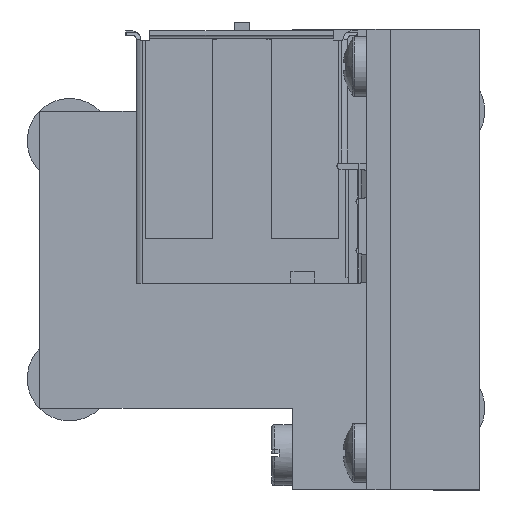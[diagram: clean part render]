
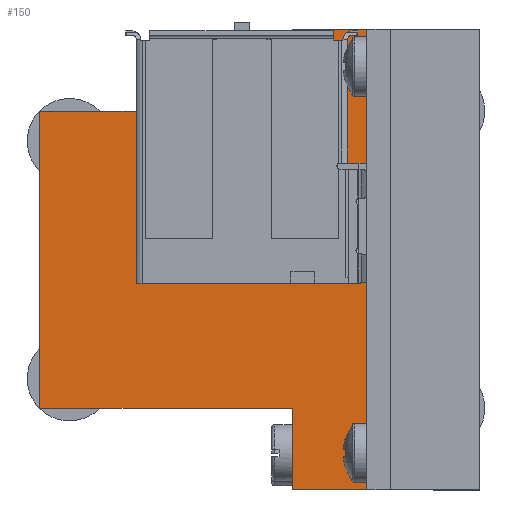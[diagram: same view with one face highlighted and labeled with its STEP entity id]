
A CAD part, left-side view. The second image highlights one B-rep face of the part: STEP entity #150.
In plain terms, the highlighted planar face has unit normal (-1, 0, 0).
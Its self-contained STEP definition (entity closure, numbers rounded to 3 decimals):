
#150 = ADVANCED_FACE ( 'NONE', ( #20253 ), #5048, .F. ) ;
#859 = DIRECTION ( 'NONE',  ( 1., 0., 0. ) ) ;
#1252 = EDGE_CURVE ( 'NONE', #23130, #1847, #14442, .T. ) ;
#1519 = CARTESIAN_POINT ( 'NONE',  ( -12., 6., 15.5 ) ) ;
#1847 = VERTEX_POINT ( 'NONE', #2801 ) ;
#2483 = VERTEX_POINT ( 'NONE', #11933 ) ;
#2561 = VERTEX_POINT ( 'NONE', #15725 ) ;
#2581 = CARTESIAN_POINT ( 'NONE',  ( -12., 11., 15.5 ) ) ;
#2801 = CARTESIAN_POINT ( 'NONE',  ( -12., -11., 10. ) ) ;
#2819 = VERTEX_POINT ( 'NONE', #5758 ) ;
#3436 = VECTOR ( 'NONE', #9110, 1000. ) ;
#3579 = CARTESIAN_POINT ( 'NONE',  ( -12., 11., 15.5 ) ) ;
#4213 = LINE ( 'NONE', #3579, #22853 ) ;
#5048 = PLANE ( 'NONE',  #6929 ) ;
#5284 = ORIENTED_EDGE ( 'NONE', *, *, #15599, .F. ) ;
#5285 = CARTESIAN_POINT ( 'NONE',  ( -12., 11., -15.5 ) ) ;
#5679 = LINE ( 'NONE', #6821, #10473 ) ;
#5758 = CARTESIAN_POINT ( 'NONE',  ( -12., -11., -10. ) ) ;
#6345 = EDGE_CURVE ( 'NONE', #2819, #1847, #12008, .T. ) ;
#6821 = CARTESIAN_POINT ( 'NONE',  ( -12., 6., -15.5 ) ) ;
#6929 = AXIS2_PLACEMENT_3D ( 'NONE', #2581, #859, #18987 ) ;
#8485 = EDGE_CURVE ( 'NONE', #16004, #2483, #4213, .T. ) ;
#8505 = LINE ( 'NONE', #18871, #9349 ) ;
#8531 = VECTOR ( 'NONE', #10397, 1000. ) ;
#8614 = LINE ( 'NONE', #5285, #8908 ) ;
#8821 = LINE ( 'NONE', #15769, #8531 ) ;
#8908 = VECTOR ( 'NONE', #16352, 1000. ) ;
#9083 = CARTESIAN_POINT ( 'NONE',  ( -12., -11., 15.5 ) ) ;
#9100 = EDGE_CURVE ( 'NONE', #21826, #23130, #8821, .T. ) ;
#9110 = DIRECTION ( 'NONE',  ( 0., -1., 0. ) ) ;
#9185 = EDGE_LOOP ( 'NONE', ( #10781, #18575, #10113, #9994, #19421, #13451, #5284, #20546 ) ) ;
#9349 = VECTOR ( 'NONE', #17109, 1000. ) ;
#9521 = EDGE_CURVE ( 'NONE', #22327, #2819, #8505, .T. ) ;
#9994 = ORIENTED_EDGE ( 'NONE', *, *, #15936, .F. ) ;
#10113 = ORIENTED_EDGE ( 'NONE', *, *, #9100, .F. ) ;
#10397 = DIRECTION ( 'NONE',  ( 0., 0., -1. ) ) ;
#10473 = VECTOR ( 'NONE', #19511, 1000. ) ;
#10781 = ORIENTED_EDGE ( 'NONE', *, *, #6345, .T. ) ;
#10846 = CARTESIAN_POINT ( 'NONE',  ( -12., 6., 10. ) ) ;
#11442 = EDGE_CURVE ( 'NONE', #16004, #2561, #8614, .T. ) ;
#11933 = CARTESIAN_POINT ( 'NONE',  ( -12., 11., 15.5 ) ) ;
#12008 = LINE ( 'NONE', #9083, #19702 ) ;
#12982 = LINE ( 'NONE', #15463, #20656 ) ;
#13333 = CARTESIAN_POINT ( 'NONE',  ( -12., 6., 10. ) ) ;
#13451 = ORIENTED_EDGE ( 'NONE', *, *, #11442, .T. ) ;
#14442 = LINE ( 'NONE', #10846, #3436 ) ;
#14673 = DIRECTION ( 'NONE',  ( 0., 0., 1. ) ) ;
#15463 = CARTESIAN_POINT ( 'NONE',  ( -12., 11., 15.5 ) ) ;
#15599 = EDGE_CURVE ( 'NONE', #22327, #2561, #5679, .T. ) ;
#15725 = CARTESIAN_POINT ( 'NONE',  ( -12., 6., -15.5 ) ) ;
#15769 = CARTESIAN_POINT ( 'NONE',  ( -12., 6., 15.5 ) ) ;
#15936 = EDGE_CURVE ( 'NONE', #2483, #21826, #12982, .T. ) ;
#16004 = VERTEX_POINT ( 'NONE', #23270 ) ;
#16352 = DIRECTION ( 'NONE',  ( 0., -1., 0. ) ) ;
#17109 = DIRECTION ( 'NONE',  ( 0., -1., 0. ) ) ;
#17460 = DIRECTION ( 'NONE',  ( 0., -1., 0. ) ) ;
#18575 = ORIENTED_EDGE ( 'NONE', *, *, #1252, .F. ) ;
#18871 = CARTESIAN_POINT ( 'NONE',  ( -12., 6., -10. ) ) ;
#18987 = DIRECTION ( 'NONE',  ( 0., 0., -1. ) ) ;
#19421 = ORIENTED_EDGE ( 'NONE', *, *, #8485, .F. ) ;
#19511 = DIRECTION ( 'NONE',  ( 0., 0., -1. ) ) ;
#19702 = VECTOR ( 'NONE', #14673, 1000. ) ;
#19819 = DIRECTION ( 'NONE',  ( 0., 0., 1. ) ) ;
#20253 = FACE_OUTER_BOUND ( 'NONE', #9185, .T. ) ;
#20546 = ORIENTED_EDGE ( 'NONE', *, *, #9521, .T. ) ;
#20656 = VECTOR ( 'NONE', #17460, 1000. ) ;
#21699 = CARTESIAN_POINT ( 'NONE',  ( -12., 6., -10. ) ) ;
#21826 = VERTEX_POINT ( 'NONE', #1519 ) ;
#22327 = VERTEX_POINT ( 'NONE', #21699 ) ;
#22853 = VECTOR ( 'NONE', #19819, 1000. ) ;
#23130 = VERTEX_POINT ( 'NONE', #13333 ) ;
#23270 = CARTESIAN_POINT ( 'NONE',  ( -12., 11., -15.5 ) ) ;
